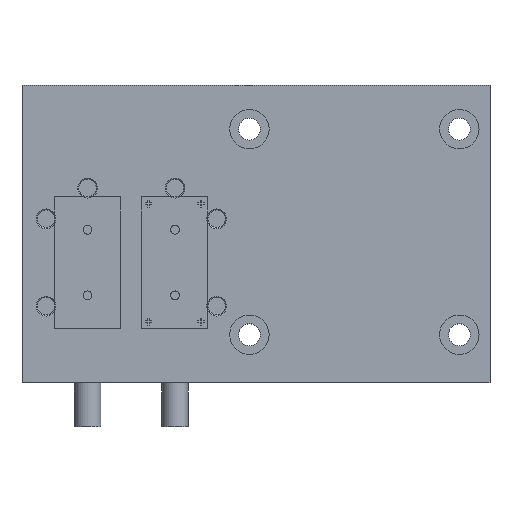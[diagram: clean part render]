
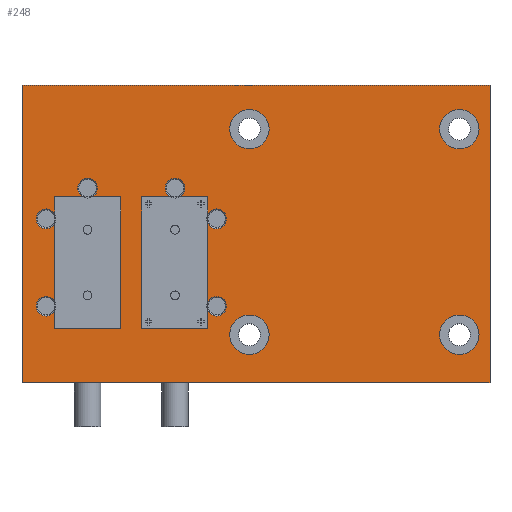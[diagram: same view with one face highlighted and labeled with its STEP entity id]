
A CAD part, top view. The second image highlights one B-rep face of the part: STEP entity #248.
In plain terms, the highlighted planar face has unit normal (0, 0, 1).
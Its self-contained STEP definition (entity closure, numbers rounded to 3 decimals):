
#248=ADVANCED_FACE('',(#480,#481,#482,#483,#484,#485,#486,#487,#488,#489,
#490,#491,#492,#493,#494),#382,.F.);
#382=PLANE('',#2990);
#480=FACE_BOUND('',#588,.T.);
#481=FACE_BOUND('',#589,.T.);
#482=FACE_BOUND('',#590,.T.);
#483=FACE_BOUND('',#591,.T.);
#484=FACE_BOUND('',#592,.T.);
#485=FACE_BOUND('',#593,.T.);
#486=FACE_BOUND('',#594,.T.);
#487=FACE_BOUND('',#595,.T.);
#488=FACE_BOUND('',#596,.T.);
#489=FACE_BOUND('',#597,.T.);
#490=FACE_BOUND('',#598,.T.);
#491=FACE_BOUND('',#599,.T.);
#492=FACE_BOUND('',#600,.T.);
#493=FACE_BOUND('',#601,.T.);
#494=FACE_BOUND('',#602,.T.);
#588=EDGE_LOOP('',(#786));
#589=EDGE_LOOP('',(#787));
#590=EDGE_LOOP('',(#788));
#591=EDGE_LOOP('',(#789));
#592=EDGE_LOOP('',(#790));
#593=EDGE_LOOP('',(#791));
#594=EDGE_LOOP('',(#792));
#595=EDGE_LOOP('',(#793));
#596=EDGE_LOOP('',(#794));
#597=EDGE_LOOP('',(#795));
#598=EDGE_LOOP('',(#796));
#599=EDGE_LOOP('',(#797));
#600=EDGE_LOOP('',(#798,#799,#800,#801));
#601=EDGE_LOOP('',(#802));
#602=EDGE_LOOP('',(#803));
#786=ORIENTED_EDGE('',*,*,#1452,.T.);
#787=ORIENTED_EDGE('',*,*,#1453,.T.);
#788=ORIENTED_EDGE('',*,*,#1454,.T.);
#789=ORIENTED_EDGE('',*,*,#1455,.T.);
#790=ORIENTED_EDGE('',*,*,#1456,.T.);
#791=ORIENTED_EDGE('',*,*,#1457,.T.);
#792=ORIENTED_EDGE('',*,*,#1458,.T.);
#793=ORIENTED_EDGE('',*,*,#1459,.T.);
#794=ORIENTED_EDGE('',*,*,#1460,.T.);
#795=ORIENTED_EDGE('',*,*,#1461,.T.);
#796=ORIENTED_EDGE('',*,*,#1462,.T.);
#797=ORIENTED_EDGE('',*,*,#1463,.F.);
#798=ORIENTED_EDGE('',*,*,#1464,.F.);
#799=ORIENTED_EDGE('',*,*,#1465,.F.);
#800=ORIENTED_EDGE('',*,*,#1466,.F.);
#801=ORIENTED_EDGE('',*,*,#1467,.F.);
#802=ORIENTED_EDGE('',*,*,#1468,.F.);
#803=ORIENTED_EDGE('',*,*,#1469,.F.);
#1270=VERTEX_POINT('',#4560);
#1271=VERTEX_POINT('',#4562);
#1272=VERTEX_POINT('',#4564);
#1273=VERTEX_POINT('',#4566);
#1274=VERTEX_POINT('',#4568);
#1275=VERTEX_POINT('',#4570);
#1276=VERTEX_POINT('',#4572);
#1277=VERTEX_POINT('',#4574);
#1278=VERTEX_POINT('',#4576);
#1279=VERTEX_POINT('',#4578);
#1280=VERTEX_POINT('',#4580);
#1281=VERTEX_POINT('',#4582);
#1282=VERTEX_POINT('',#4584);
#1283=VERTEX_POINT('',#4585);
#1284=VERTEX_POINT('',#4587);
#1285=VERTEX_POINT('',#4589);
#1286=VERTEX_POINT('',#4592);
#1287=VERTEX_POINT('',#4594);
#1452=EDGE_CURVE('',#1270,#1270,#1816,.T.);
#1453=EDGE_CURVE('',#1271,#1271,#1817,.T.);
#1454=EDGE_CURVE('',#1272,#1272,#1818,.T.);
#1455=EDGE_CURVE('',#1273,#1273,#1819,.T.);
#1456=EDGE_CURVE('',#1274,#1274,#1820,.T.);
#1457=EDGE_CURVE('',#1275,#1275,#1821,.T.);
#1458=EDGE_CURVE('',#1276,#1276,#1822,.T.);
#1459=EDGE_CURVE('',#1277,#1277,#1823,.T.);
#1460=EDGE_CURVE('',#1278,#1278,#1824,.T.);
#1461=EDGE_CURVE('',#1279,#1279,#1825,.T.);
#1462=EDGE_CURVE('',#1280,#1280,#1826,.T.);
#1463=EDGE_CURVE('',#1281,#1281,#1827,.T.);
#1464=EDGE_CURVE('',#1282,#1283,#2336,.T.);
#1465=EDGE_CURVE('',#1284,#1282,#2337,.T.);
#1466=EDGE_CURVE('',#1285,#1284,#2338,.T.);
#1467=EDGE_CURVE('',#1283,#1285,#2339,.T.);
#1468=EDGE_CURVE('',#1286,#1286,#1828,.T.);
#1469=EDGE_CURVE('',#1287,#1287,#1829,.T.);
#1816=CIRCLE('',#2976,2.25);
#1817=CIRCLE('',#2977,2.25);
#1818=CIRCLE('',#2978,2.25);
#1819=CIRCLE('',#2979,2.25);
#1820=CIRCLE('',#2980,2.25);
#1821=CIRCLE('',#2981,2.25);
#1822=CIRCLE('',#2982,1.);
#1823=CIRCLE('',#2983,1.);
#1824=CIRCLE('',#2984,1.);
#1825=CIRCLE('',#2985,1.);
#1826=CIRCLE('',#2986,4.5);
#1827=CIRCLE('',#2987,4.5);
#1828=CIRCLE('',#2988,4.5);
#1829=CIRCLE('',#2989,4.5);
#2336=LINE('',#4583,#2695);
#2337=LINE('',#4586,#2696);
#2338=LINE('',#4588,#2697);
#2339=LINE('',#4590,#2698);
#2695=VECTOR('',#3577,1.);
#2696=VECTOR('',#3578,1.);
#2697=VECTOR('',#3579,1.);
#2698=VECTOR('',#3580,1.);
#2976=AXIS2_PLACEMENT_3D('',#4559,#3553,#3554);
#2977=AXIS2_PLACEMENT_3D('',#4561,#3555,#3556);
#2978=AXIS2_PLACEMENT_3D('',#4563,#3557,#3558);
#2979=AXIS2_PLACEMENT_3D('',#4565,#3559,#3560);
#2980=AXIS2_PLACEMENT_3D('',#4567,#3561,#3562);
#2981=AXIS2_PLACEMENT_3D('',#4569,#3563,#3564);
#2982=AXIS2_PLACEMENT_3D('',#4571,#3565,#3566);
#2983=AXIS2_PLACEMENT_3D('',#4573,#3567,#3568);
#2984=AXIS2_PLACEMENT_3D('',#4575,#3569,#3570);
#2985=AXIS2_PLACEMENT_3D('',#4577,#3571,#3572);
#2986=AXIS2_PLACEMENT_3D('',#4579,#3573,#3574);
#2987=AXIS2_PLACEMENT_3D('',#4581,#3575,#3576);
#2988=AXIS2_PLACEMENT_3D('',#4591,#3581,#3582);
#2989=AXIS2_PLACEMENT_3D('',#4593,#3583,#3584);
#2990=AXIS2_PLACEMENT_3D('',#4595,#3585,#3586);
#3553=DIRECTION('',(0.,0.,-1.));
#3554=DIRECTION('',(-1.,0.,0.));
#3555=DIRECTION('',(0.,0.,-1.));
#3556=DIRECTION('',(-1.,0.,0.));
#3557=DIRECTION('',(0.,0.,-1.));
#3558=DIRECTION('',(-1.,0.,0.));
#3559=DIRECTION('',(0.,0.,-1.));
#3560=DIRECTION('',(-1.,0.,0.));
#3561=DIRECTION('',(0.,0.,-1.));
#3562=DIRECTION('',(-1.,0.,0.));
#3563=DIRECTION('',(0.,0.,-1.));
#3564=DIRECTION('',(-1.,0.,0.));
#3565=DIRECTION('',(0.,0.,-1.));
#3566=DIRECTION('',(-1.,0.,0.));
#3567=DIRECTION('',(0.,0.,-1.));
#3568=DIRECTION('',(-1.,0.,0.));
#3569=DIRECTION('',(0.,0.,-1.));
#3570=DIRECTION('',(-1.,0.,0.));
#3571=DIRECTION('',(0.,0.,-1.));
#3572=DIRECTION('',(-1.,0.,0.));
#3573=DIRECTION('',(0.,0.,-1.));
#3574=DIRECTION('',(1.,0.,0.));
#3575=DIRECTION('',(0.,0.,1.));
#3576=DIRECTION('',(1.,0.,0.));
#3577=DIRECTION('',(-1.,0.,0.));
#3578=DIRECTION('',(0.,-1.,0.));
#3579=DIRECTION('',(1.,0.,0.));
#3580=DIRECTION('',(0.,1.,0.));
#3581=DIRECTION('',(0.,0.,1.));
#3582=DIRECTION('',(1.,0.,0.));
#3583=DIRECTION('',(0.,0.,1.));
#3584=DIRECTION('',(1.,0.,0.));
#3585=DIRECTION('',(0.,0.,-1.));
#3586=DIRECTION('',(-1.,0.,0.));
#4559=CARTESIAN_POINT('',(5.5,17.5,0.));
#4560=CARTESIAN_POINT('',(3.25,17.5,0.));
#4561=CARTESIAN_POINT('',(44.5,17.5,0.));
#4562=CARTESIAN_POINT('',(42.25,17.5,0.));
#4563=CARTESIAN_POINT('',(44.5,37.5,0.));
#4564=CARTESIAN_POINT('',(42.25,37.5,0.));
#4565=CARTESIAN_POINT('',(35.,44.5,0.));
#4566=CARTESIAN_POINT('',(32.75,44.5,0.));
#4567=CARTESIAN_POINT('',(5.5,37.5,0.));
#4568=CARTESIAN_POINT('',(3.25,37.5,0.));
#4569=CARTESIAN_POINT('',(15.,44.5,0.));
#4570=CARTESIAN_POINT('',(12.75,44.5,0.));
#4571=CARTESIAN_POINT('',(15.,20.,0.));
#4572=CARTESIAN_POINT('',(14.,20.,0.));
#4573=CARTESIAN_POINT('',(15.,35.,0.));
#4574=CARTESIAN_POINT('',(14.,35.,0.));
#4575=CARTESIAN_POINT('',(35.,35.,0.));
#4576=CARTESIAN_POINT('',(34.,35.,0.));
#4577=CARTESIAN_POINT('',(35.,20.,0.));
#4578=CARTESIAN_POINT('',(34.,20.,0.));
#4579=CARTESIAN_POINT('',(100.,58.,0.));
#4580=CARTESIAN_POINT('',(104.5,58.,0.));
#4581=CARTESIAN_POINT('',(52.,58.,0.));
#4582=CARTESIAN_POINT('',(56.5,58.,0.));
#4583=CARTESIAN_POINT('',(107.,0.,0.));
#4584=CARTESIAN_POINT('',(107.,0.,0.));
#4585=CARTESIAN_POINT('',(0.,0.,0.));
#4586=CARTESIAN_POINT('',(107.,68.,0.));
#4587=CARTESIAN_POINT('',(107.,68.,0.));
#4588=CARTESIAN_POINT('',(0.,68.,0.));
#4589=CARTESIAN_POINT('',(0.,68.,0.));
#4590=CARTESIAN_POINT('',(0.,0.,0.));
#4591=CARTESIAN_POINT('',(52.,11.,0.));
#4592=CARTESIAN_POINT('',(56.5,11.,0.));
#4593=CARTESIAN_POINT('',(100.,11.,0.));
#4594=CARTESIAN_POINT('',(104.5,11.,0.));
#4595=CARTESIAN_POINT('',(52.,11.,0.));
